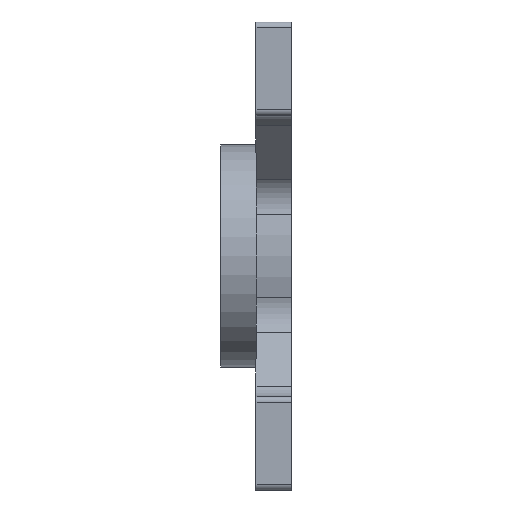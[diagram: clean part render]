
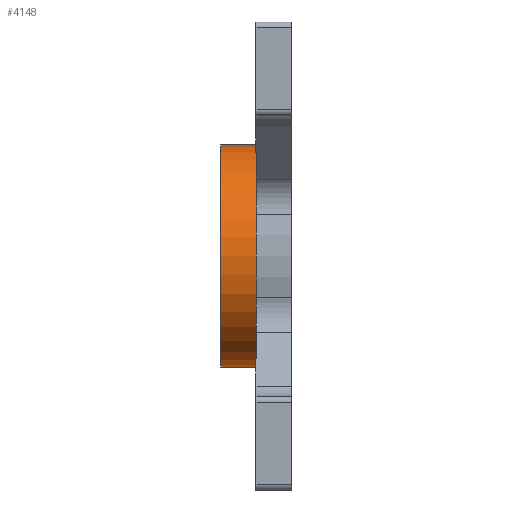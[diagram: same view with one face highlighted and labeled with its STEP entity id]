
A CAD part, left-side view. The second image highlights one B-rep face of the part: STEP entity #4148.
In plain terms, the highlighted cylindrical face has radius 9.5 mm (diameter 19 mm), a partial arc.
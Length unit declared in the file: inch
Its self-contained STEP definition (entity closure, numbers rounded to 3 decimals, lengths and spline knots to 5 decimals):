
#168 = CARTESIAN_POINT ( 'NONE',  ( 0., 0.23622, -0.37402 ) ) ;
#267 = VERTEX_POINT ( 'NONE', #168 ) ;
#345 = CARTESIAN_POINT ( 'NONE',  ( 0., 0.11811, -0.37402 ) ) ;
#374 = FACE_OUTER_BOUND ( 'NONE', #2710, .T. ) ;
#381 = DIRECTION ( 'NONE',  ( 0., 1., 0. ) ) ;
#403 = ORIENTED_EDGE ( 'NONE', *, *, #3021, .F. ) ;
#417 = CARTESIAN_POINT ( 'NONE',  ( 0., 1.53032, 0. ) ) ;
#507 = CARTESIAN_POINT ( 'NONE',  ( 0., 0.23622, 0.37402 ) ) ;
#687 = EDGE_CURVE ( 'NONE', #267, #1530, #3252, .T. ) ;
#696 = VERTEX_POINT ( 'NONE', #507 ) ;
#726 = DIRECTION ( 'NONE',  ( 0., 0., 1. ) ) ;
#1160 = CIRCLE ( 'NONE', #4879, 0.37402 ) ;
#1193 = AXIS2_PLACEMENT_3D ( 'NONE', #2694, #381, #726 ) ;
#1235 = LINE ( 'NONE', #2250, #3411 ) ;
#1416 = CIRCLE ( 'NONE', #1193, 0.37402 ) ;
#1526 = DIRECTION ( 'NONE',  ( 0., -1., 0. ) ) ;
#1530 = VERTEX_POINT ( 'NONE', #345 ) ;
#2105 = VERTEX_POINT ( 'NONE', #4394 ) ;
#2250 = CARTESIAN_POINT ( 'NONE',  ( 0., 1.53032, 0.37402 ) ) ;
#2283 = EDGE_CURVE ( 'NONE', #267, #696, #1416, .T. ) ;
#2341 = CARTESIAN_POINT ( 'NONE',  ( 0., 0.11811, 0. ) ) ;
#2371 = CYLINDRICAL_SURFACE ( 'NONE', #4278, 0.37402 ) ;
#2694 = CARTESIAN_POINT ( 'NONE',  ( 0., 0.23622, 0. ) ) ;
#2710 = EDGE_LOOP ( 'NONE', ( #403, #3767, #4770, #3489 ) ) ;
#2804 = CARTESIAN_POINT ( 'NONE',  ( 0., 1.53032, -0.37402 ) ) ;
#3021 = EDGE_CURVE ( 'NONE', #696, #2105, #1235, .T. ) ;
#3252 = LINE ( 'NONE', #2804, #3910 ) ;
#3411 = VECTOR ( 'NONE', #4548, 39.37008 ) ;
#3442 = DIRECTION ( 'NONE',  ( 0., 1., 0. ) ) ;
#3481 = DIRECTION ( 'NONE',  ( 0., 0., 1. ) ) ;
#3489 = ORIENTED_EDGE ( 'NONE', *, *, #4747, .T. ) ;
#3543 = DIRECTION ( 'NONE',  ( 0., -1., 0. ) ) ;
#3767 = ORIENTED_EDGE ( 'NONE', *, *, #2283, .F. ) ;
#3910 = VECTOR ( 'NONE', #3543, 39.37008 ) ;
#3925 = DIRECTION ( 'NONE',  ( 0., 0., -1. ) ) ;
#4148 = ADVANCED_FACE ( 'NONE', ( #374 ), #2371, .T. ) ;
#4278 = AXIS2_PLACEMENT_3D ( 'NONE', #417, #1526, #3925 ) ;
#4394 = CARTESIAN_POINT ( 'NONE',  ( 0., 0.11811, 0.37402 ) ) ;
#4548 = DIRECTION ( 'NONE',  ( 0., -1., 0. ) ) ;
#4747 = EDGE_CURVE ( 'NONE', #1530, #2105, #1160, .T. ) ;
#4770 = ORIENTED_EDGE ( 'NONE', *, *, #687, .T. ) ;
#4879 = AXIS2_PLACEMENT_3D ( 'NONE', #2341, #3442, #3481 ) ;
